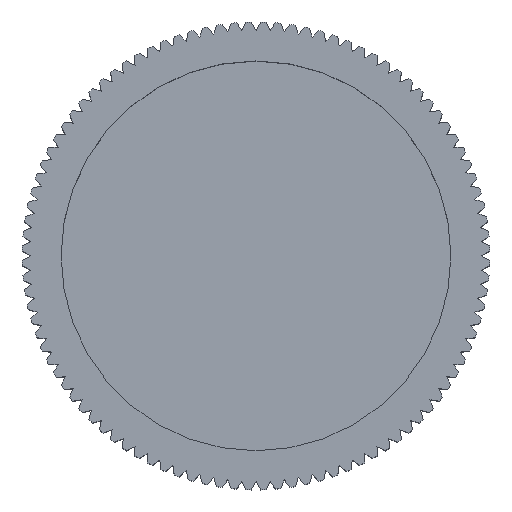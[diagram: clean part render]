
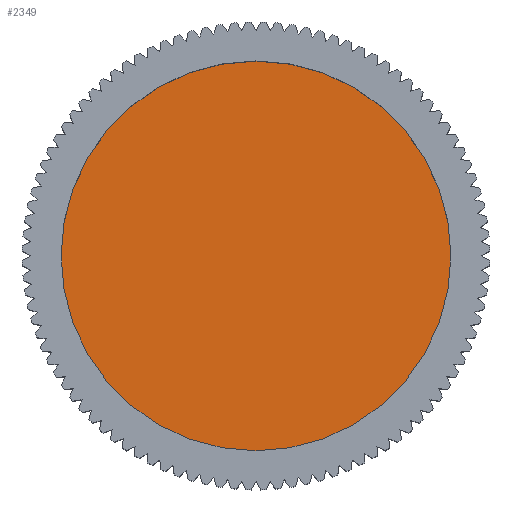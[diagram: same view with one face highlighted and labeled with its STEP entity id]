
A CAD part, top view. The second image highlights one B-rep face of the part: STEP entity #2349.
In plain terms, the highlighted planar face has unit normal (0, 0, 1).
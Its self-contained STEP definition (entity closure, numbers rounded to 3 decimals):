
#2281=EDGE_CURVE('',#5357,#5181,#6103,.T.);
#2349=ADVANCED_FACE('',(#6180),#6181,.F.);
#5127=EDGE_CURVE('',#5181,#5357,#9188,.T.);
#5181=VERTEX_POINT('',#9244);
#5357=VERTEX_POINT('',#9444);
#6103=CIRCLE('',#10508,12.5);
#6180=FACE_OUTER_BOUND('',#10646,.T.);
#6181=PLANE('',#10647);
#9188=CIRCLE('',#16066,12.5);
#9244=CARTESIAN_POINT('',(-12.5,0.,11.5));
#9444=CARTESIAN_POINT('',(12.5,0.0,11.5));
#10508=AXIS2_PLACEMENT_3D('',#17830,#17831,#17832);
#10646=EDGE_LOOP('',(#17919,#17920));
#10647=AXIS2_PLACEMENT_3D('',#17921,#17922,#17923);
#16066=AXIS2_PLACEMENT_3D('',#20776,#20777,#20778);
#17830=CARTESIAN_POINT('',(0.0,0.0,11.5));
#17831=DIRECTION('',(0.0,0.0,-1.0));
#17832=DIRECTION('',(1.0,0.0,0.0));
#17919=ORIENTED_EDGE('',*,*,#2281,.F.);
#17920=ORIENTED_EDGE('',*,*,#5127,.F.);
#17921=CARTESIAN_POINT('',(0.0,0.0,11.5));
#17922=DIRECTION('',(0.0,0.0,-1.0));
#17923=DIRECTION('',(-1.0,0.0,0.0));
#20776=CARTESIAN_POINT('',(0.0,0.0,11.5));
#20777=DIRECTION('',(0.0,0.0,-1.0));
#20778=DIRECTION('',(1.0,0.0,0.0));
